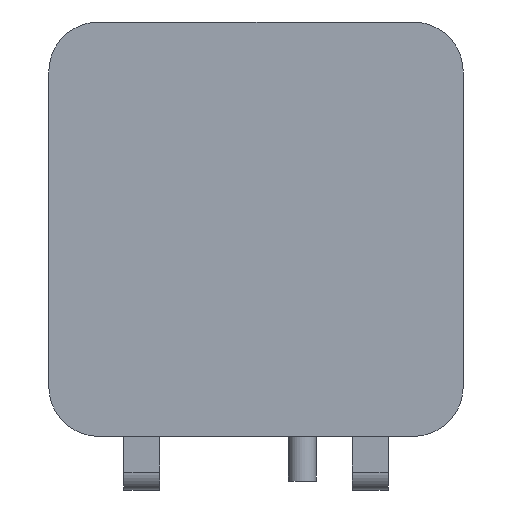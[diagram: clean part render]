
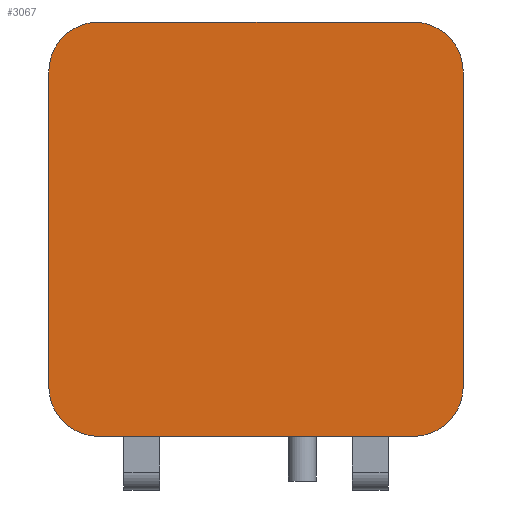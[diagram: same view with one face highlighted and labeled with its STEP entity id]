
A CAD part, front view. The second image highlights one B-rep face of the part: STEP entity #3067.
In plain terms, the highlighted planar face has unit normal (0, -1, 0).
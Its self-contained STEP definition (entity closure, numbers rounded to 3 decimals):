
#136=PLANE('',#3326);
#276=FACE_OUTER_BOUND('',#454,.T.);
#454=EDGE_LOOP('',(#2507,#2508,#2509,#2510,#2511,#2512,#2513,#2514));
#754=LINE('',#5016,#1062);
#760=LINE('',#5028,#1068);
#762=LINE('',#5044,#1070);
#763=LINE('',#5049,#1071);
#1062=VECTOR('',#4005,10.);
#1068=VECTOR('',#4017,10.);
#1070=VECTOR('',#4033,10.);
#1071=VECTOR('',#4038,10.);
#1195=CIRCLE('',#3318,14.);
#1202=CIRCLE('',#3327,14.);
#1203=CIRCLE('',#3328,14.);
#1204=CIRCLE('',#3329,14.);
#1441=VERTEX_POINT('',#5013);
#1442=VERTEX_POINT('',#5015);
#1443=VERTEX_POINT('',#5021);
#1444=VERTEX_POINT('',#5023);
#1445=VERTEX_POINT('',#5027);
#1452=VERTEX_POINT('',#5043);
#1453=VERTEX_POINT('',#5046);
#1454=VERTEX_POINT('',#5048);
#1820=EDGE_CURVE('',#1441,#1442,#754,.T.);
#1825=EDGE_CURVE('',#1443,#1444,#1195,.T.);
#1827=EDGE_CURVE('',#1444,#1445,#760,.T.);
#1835=EDGE_CURVE('',#1452,#1443,#762,.T.);
#1836=EDGE_CURVE('',#1442,#1452,#1202,.T.);
#1837=EDGE_CURVE('',#1453,#1441,#1203,.T.);
#1838=EDGE_CURVE('',#1454,#1453,#763,.T.);
#1839=EDGE_CURVE('',#1445,#1454,#1204,.T.);
#2507=ORIENTED_EDGE('',*,*,#1825,.F.);
#2508=ORIENTED_EDGE('',*,*,#1835,.F.);
#2509=ORIENTED_EDGE('',*,*,#1836,.F.);
#2510=ORIENTED_EDGE('',*,*,#1820,.F.);
#2511=ORIENTED_EDGE('',*,*,#1837,.F.);
#2512=ORIENTED_EDGE('',*,*,#1838,.F.);
#2513=ORIENTED_EDGE('',*,*,#1839,.F.);
#2514=ORIENTED_EDGE('',*,*,#1827,.F.);
#3067=ADVANCED_FACE('',(#276),#136,.F.);
#3318=AXIS2_PLACEMENT_3D('',#5024,#4012,#4013);
#3326=AXIS2_PLACEMENT_3D('',#5042,#4031,#4032);
#3327=AXIS2_PLACEMENT_3D('',#5045,#4034,#4035);
#3328=AXIS2_PLACEMENT_3D('',#5047,#4036,#4037);
#3329=AXIS2_PLACEMENT_3D('',#5050,#4039,#4040);
#4005=DIRECTION('',(-1.,0.,0.));
#4012=DIRECTION('center_axis',(0.,1.,0.));
#4013=DIRECTION('ref_axis',(-0.707,0.,0.707));
#4017=DIRECTION('',(1.,0.,0.));
#4031=DIRECTION('center_axis',(0.,1.,0.));
#4032=DIRECTION('ref_axis',(0.,0.,1.));
#4033=DIRECTION('',(0.,0.,1.));
#4034=DIRECTION('center_axis',(0.,1.,0.));
#4035=DIRECTION('ref_axis',(-0.707,0.,-0.707));
#4036=DIRECTION('center_axis',(0.,1.,0.));
#4037=DIRECTION('ref_axis',(0.707,0.,-0.707));
#4038=DIRECTION('',(0.,0.,-1.));
#4039=DIRECTION('center_axis',(0.,1.,0.));
#4040=DIRECTION('ref_axis',(0.707,0.,0.707));
#5013=CARTESIAN_POINT('',(44.,0.,-58.));
#5015=CARTESIAN_POINT('',(-44.,0.,-58.));
#5016=CARTESIAN_POINT('',(58.,0.,-58.));
#5021=CARTESIAN_POINT('',(-58.,0.,44.));
#5023=CARTESIAN_POINT('',(-44.,0.,58.));
#5024=CARTESIAN_POINT('Origin',(-44.,0.,44.));
#5027=CARTESIAN_POINT('',(44.,0.,58.));
#5028=CARTESIAN_POINT('',(-58.,0.,58.));
#5042=CARTESIAN_POINT('Origin',(0.,0.,0.));
#5043=CARTESIAN_POINT('',(-58.,0.,-44.));
#5044=CARTESIAN_POINT('',(-58.,0.,-58.));
#5045=CARTESIAN_POINT('Origin',(-44.,0.,-44.));
#5046=CARTESIAN_POINT('',(58.,0.,-44.));
#5047=CARTESIAN_POINT('Origin',(44.,0.,-44.));
#5048=CARTESIAN_POINT('',(58.,0.,44.));
#5049=CARTESIAN_POINT('',(58.,0.,58.));
#5050=CARTESIAN_POINT('Origin',(44.,0.,44.));
